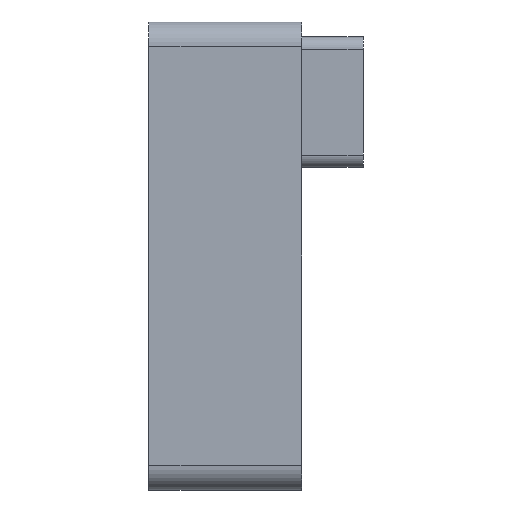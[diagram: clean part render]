
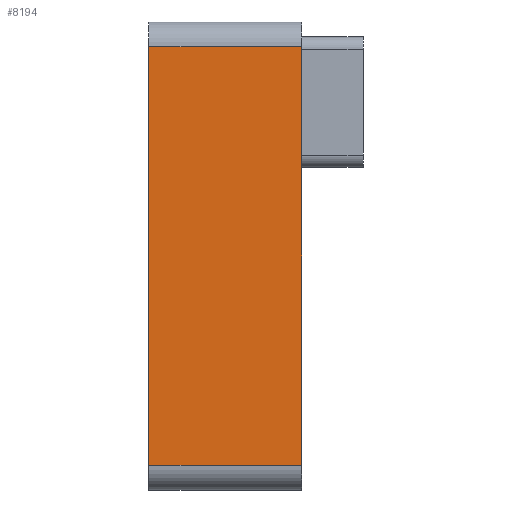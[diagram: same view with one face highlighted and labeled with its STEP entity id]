
A CAD part, front view. The second image highlights one B-rep face of the part: STEP entity #8194.
In plain terms, the highlighted planar face has unit normal (0, -1, 0).
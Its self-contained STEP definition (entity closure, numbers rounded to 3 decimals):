
#209 = VERTEX_POINT ( 'NONE', #944 ) ;
#261 = DIRECTION ( 'NONE',  ( -1., 0., 0. ) ) ;
#618 = EDGE_CURVE ( 'NONE', #8637, #209, #8326, .T. ) ;
#759 = DIRECTION ( 'NONE',  ( 0., 0., -1. ) ) ;
#944 = CARTESIAN_POINT ( 'NONE',  ( 3.1, -15.5, -8.5 ) ) ;
#1274 = VECTOR ( 'NONE', #3140, 1000. ) ;
#2097 = FACE_OUTER_BOUND ( 'NONE', #14534, .T. ) ;
#2900 = CARTESIAN_POINT ( 'NONE',  ( 3.1, -15.5, -8.5 ) ) ;
#2904 = CARTESIAN_POINT ( 'NONE',  ( -3.1, -15.5, -8.5 ) ) ;
#3140 = DIRECTION ( 'NONE',  ( -1., 0., 0. ) ) ;
#3200 = CARTESIAN_POINT ( 'NONE',  ( 3.1, -15.5, 8.5 ) ) ;
#3511 = VERTEX_POINT ( 'NONE', #9735 ) ;
#3959 = ORIENTED_EDGE ( 'NONE', *, *, #7680, .F. ) ;
#5275 = LINE ( 'NONE', #2900, #1274 ) ;
#5358 = PLANE ( 'NONE',  #13453 ) ;
#6061 = CARTESIAN_POINT ( 'NONE',  ( -3.1, -15.5, 8.5 ) ) ;
#6611 = CARTESIAN_POINT ( 'NONE',  ( 3.1, -15.5, 8.5 ) ) ;
#7131 = ORIENTED_EDGE ( 'NONE', *, *, #9101, .T. ) ;
#7381 = LINE ( 'NONE', #6061, #13185 ) ;
#7680 = EDGE_CURVE ( 'NONE', #209, #12568, #5275, .T. ) ;
#8194 = ADVANCED_FACE ( 'NONE', ( #2097 ), #5358, .F. ) ;
#8326 = LINE ( 'NONE', #6611, #13354 ) ;
#8376 = CARTESIAN_POINT ( 'NONE',  ( 3.1, -15.5, 8.5 ) ) ;
#8600 = DIRECTION ( 'NONE',  ( 0., 1., 0. ) ) ;
#8637 = VERTEX_POINT ( 'NONE', #3200 ) ;
#9101 = EDGE_CURVE ( 'NONE', #3511, #12568, #7381, .T. ) ;
#9735 = CARTESIAN_POINT ( 'NONE',  ( -3.1, -15.5, 8.5 ) ) ;
#10212 = ORIENTED_EDGE ( 'NONE', *, *, #20090, .T. ) ;
#10231 = DIRECTION ( 'NONE',  ( 0., 0., -1. ) ) ;
#10651 = VECTOR ( 'NONE', #261, 1000. ) ;
#12089 = CARTESIAN_POINT ( 'NONE',  ( 3.1, -15.5, 8.5 ) ) ;
#12568 = VERTEX_POINT ( 'NONE', #2904 ) ;
#13185 = VECTOR ( 'NONE', #759, 1000. ) ;
#13354 = VECTOR ( 'NONE', #10231, 1000. ) ;
#13453 = AXIS2_PLACEMENT_3D ( 'NONE', #12089, #8600, #17223 ) ;
#14534 = EDGE_LOOP ( 'NONE', ( #7131, #3959, #17084, #10212 ) ) ;
#17084 = ORIENTED_EDGE ( 'NONE', *, *, #618, .F. ) ;
#17223 = DIRECTION ( 'NONE',  ( 0., 0., 1. ) ) ;
#20090 = EDGE_CURVE ( 'NONE', #8637, #3511, #21549, .T. ) ;
#21549 = LINE ( 'NONE', #8376, #10651 ) ;
